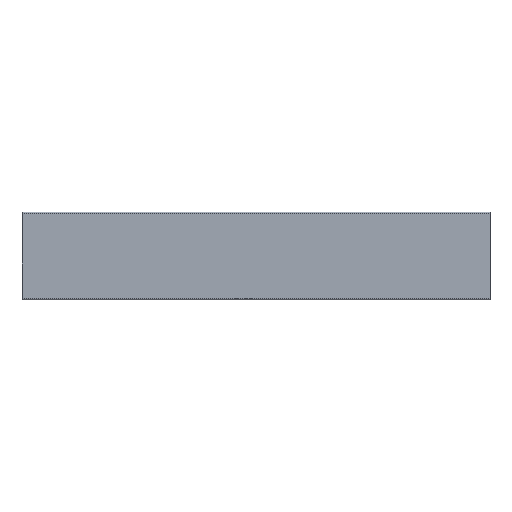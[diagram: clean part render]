
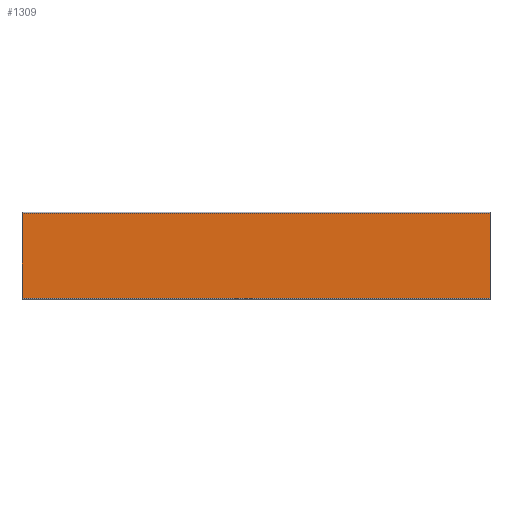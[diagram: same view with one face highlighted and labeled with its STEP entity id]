
A CAD part, top view. The second image highlights one B-rep face of the part: STEP entity #1309.
In plain terms, the highlighted planar face has unit normal (0, 0, 1).
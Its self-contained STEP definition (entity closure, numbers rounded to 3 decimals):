
#6 = PLANE ( 'NONE',  #8460 ) ;
#337 = CARTESIAN_POINT ( 'NONE',  ( 107., -19.7, 0. ) ) ;
#502 = LINE ( 'NONE', #5514, #10035 ) ;
#803 = VERTEX_POINT ( 'NONE', #7447 ) ;
#1065 = EDGE_CURVE ( 'NONE', #803, #6362, #502, .T. ) ;
#1204 = EDGE_CURVE ( 'NONE', #5672, #803, #7644, .T. ) ;
#1309 = ADVANCED_FACE ( 'NONE', ( #7542 ), #6, .F. ) ;
#1367 = ORIENTED_EDGE ( 'NONE', *, *, #5598, .F. ) ;
#2046 = CARTESIAN_POINT ( 'NONE',  ( 107., -19.7, 0. ) ) ;
#2449 = DIRECTION ( 'NONE',  ( 0., -1., 0. ) ) ;
#2493 = VECTOR ( 'NONE', #5948, 1000. ) ;
#2988 = DIRECTION ( 'NONE',  ( 0., -1., 0. ) ) ;
#3157 = LINE ( 'NONE', #9808, #8040 ) ;
#3363 = DIRECTION ( 'NONE',  ( 0., 0., -1. ) ) ;
#3499 = CARTESIAN_POINT ( 'NONE',  ( 0., -19.7, 0. ) ) ;
#3650 = EDGE_LOOP ( 'NONE', ( #6193, #4386, #1367, #7302 ) ) ;
#4386 = ORIENTED_EDGE ( 'NONE', *, *, #5768, .T. ) ;
#4559 = VERTEX_POINT ( 'NONE', #2046 ) ;
#4911 = CARTESIAN_POINT ( 'NONE',  ( 107., 0., 0. ) ) ;
#5514 = CARTESIAN_POINT ( 'NONE',  ( 0., 0., 0. ) ) ;
#5598 = EDGE_CURVE ( 'NONE', #5672, #4559, #3157, .T. ) ;
#5672 = VERTEX_POINT ( 'NONE', #9200 ) ;
#5768 = EDGE_CURVE ( 'NONE', #6362, #4559, #10854, .T. ) ;
#5889 = CARTESIAN_POINT ( 'NONE',  ( 107., -0.3, 0. ) ) ;
#5948 = DIRECTION ( 'NONE',  ( -1., 0., 0. ) ) ;
#6193 = ORIENTED_EDGE ( 'NONE', *, *, #1065, .T. ) ;
#6362 = VERTEX_POINT ( 'NONE', #3499 ) ;
#6808 = VECTOR ( 'NONE', #9687, 1000. ) ;
#7302 = ORIENTED_EDGE ( 'NONE', *, *, #1204, .T. ) ;
#7447 = CARTESIAN_POINT ( 'NONE',  ( 0., -0.3, 0. ) ) ;
#7542 = FACE_OUTER_BOUND ( 'NONE', #3650, .T. ) ;
#7644 = LINE ( 'NONE', #5889, #2493 ) ;
#7864 = DIRECTION ( 'NONE',  ( -1., 0., 0. ) ) ;
#8040 = VECTOR ( 'NONE', #2449, 1000. ) ;
#8460 = AXIS2_PLACEMENT_3D ( 'NONE', #4911, #3363, #7864 ) ;
#9200 = CARTESIAN_POINT ( 'NONE',  ( 107., -0.3, 0. ) ) ;
#9687 = DIRECTION ( 'NONE',  ( 1., 0., 0. ) ) ;
#9808 = CARTESIAN_POINT ( 'NONE',  ( 107., 0., 0. ) ) ;
#10035 = VECTOR ( 'NONE', #2988, 1000. ) ;
#10854 = LINE ( 'NONE', #337, #6808 ) ;
